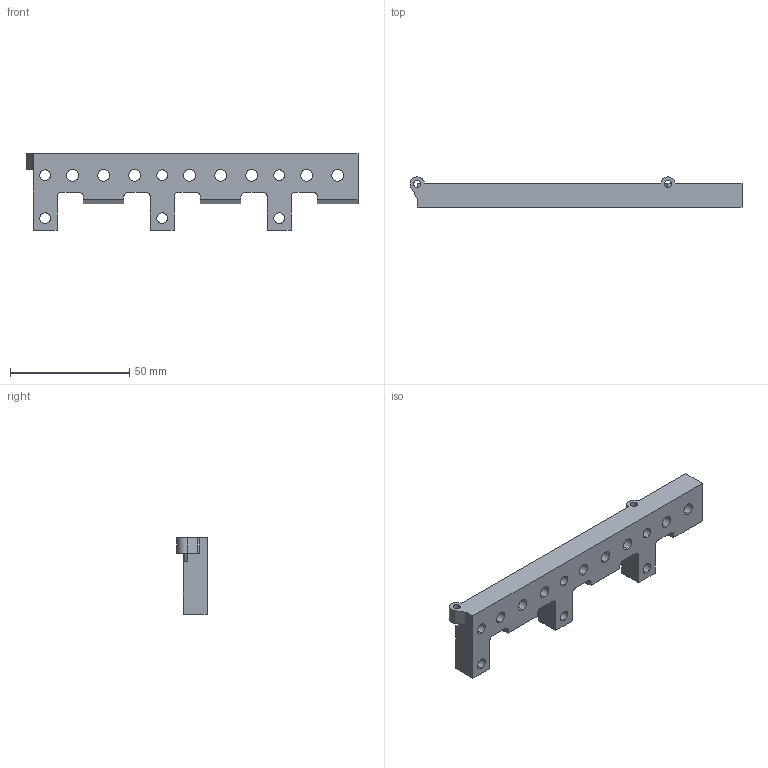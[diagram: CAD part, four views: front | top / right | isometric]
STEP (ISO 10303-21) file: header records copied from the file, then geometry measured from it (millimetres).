
FILE_DESCRIPTION (( 'STEP AP203' ), '1' );
FILE_NAME ('MountThemTogetherT.STEP', '2020-04-13T18:13:18', ( '' ), ( '' ), 'SwSTEP 2.0', 'SolidWorks 2019', '' );
FILE_SCHEMA (( 'CONFIG_CONTROL_DESIGN' ));
Length unit declared in the file: millimetre
Products named in the file (1): MountThemTogetherT
Bounding box: 139 x 12.64 x 32 mm (x, y, z)
Volume: 26341.6 mm3; surface area: 11750.4 mm2
Topology: 1 solids, 1 shells, 76 faces, 231 edges, 154 vertices
Faces by surface type: cylinder 45, plane 31
Entity records: 2792 total; most frequent: CARTESIAN_POINT 488, DIRECTION 477, ORIENTED_EDGE 462, EDGE_CURVE 231, AXIS2_PLACEMENT_3D 171, VERTEX_POINT 154, LINE 135, VECTOR 135
